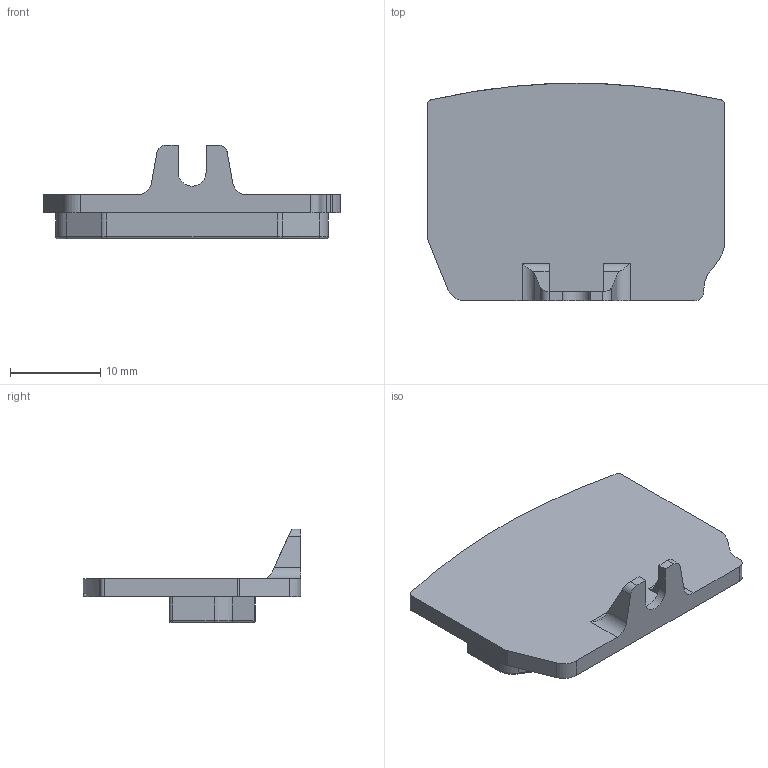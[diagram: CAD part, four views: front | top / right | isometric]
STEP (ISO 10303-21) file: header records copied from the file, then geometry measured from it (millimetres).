
FILE_DESCRIPTION (( 'STEP AP214' ), '1' );
FILE_NAME ('495079_NPP_MYPD 1_Grey.STP', '2014-01-21T08:15:20', ( 'arge' ), ( 'Microsoft' ), 'SwSTEP 2.0', 'SolidWorks 2013', '' );
FILE_SCHEMA (( 'AUTOMOTIVE_DESIGN' ));
Length unit declared in the file: millimetre
Products named in the file (1): 495079_NPP_MYPD 1_Grey
Bounding box: 33 x 24.12 x 10.4 mm (x, y, z)
Volume: 1654.6 mm3; surface area: 2066.9 mm2
Topology: 1 solids, 1 shells, 85 faces, 226 edges, 144 vertices
Faces by surface type: cylinder 38, plane 37, torus 10
Entity records: 2692 total; most frequent: CARTESIAN_POINT 498, DIRECTION 470, ORIENTED_EDGE 452, EDGE_CURVE 226, AXIS2_PLACEMENT_3D 168, VERTEX_POINT 144, LINE 134, VECTOR 134
